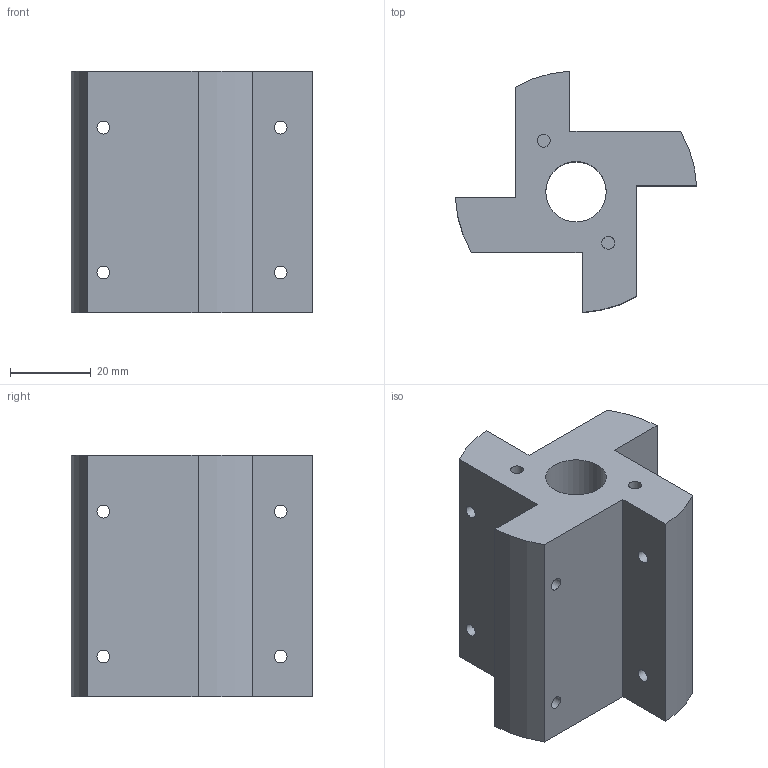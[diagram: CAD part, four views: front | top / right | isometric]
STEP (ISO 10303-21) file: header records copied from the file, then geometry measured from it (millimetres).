
FILE_DESCRIPTION(('FreeCAD Model'),'2;1');
FILE_NAME('Open CASCADE Shape Model','2024-02-12T21:57:55',(''),(''), 'Open CASCADE STEP processor 7.6','FreeCAD','Unknown');
FILE_SCHEMA(('AUTOMOTIVE_DESIGN { 1 0 10303 214 1 1 1 1 }'));
Length unit declared in the file: millimetre
Products named in the file (1): Blade_Core
Bounding box: 59.92 x 59.92 x 60 mm (x, y, z)
Volume: 85964.5 mm3; surface area: 20894.3 mm2
Topology: 1 solids, 1 shells, 31 faces, 75 edges, 50 vertices
Faces by surface type: cylinder 17, plane 14
Full cylindrical faces by diameter (mm): 3.2 x12, 15 x1
Entity records: 1992 total; most frequent: CARTESIAN_POINT 379, DIRECTION 311, LINE 157, VECTOR 157, ORIENTED_EDGE 150, PCURVE 150, DEFINITIONAL_REPRESENTATION 150, EDGE_CURVE 75
